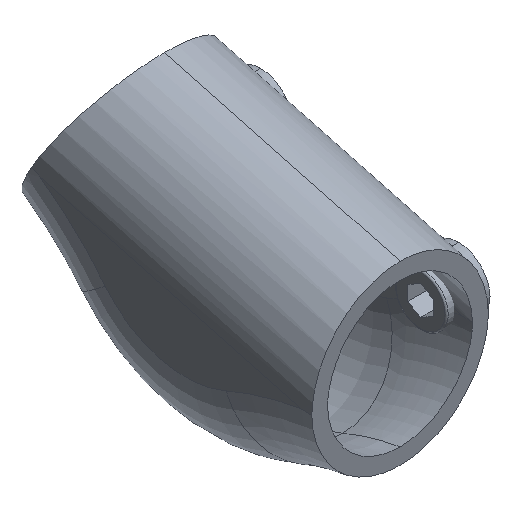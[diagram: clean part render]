
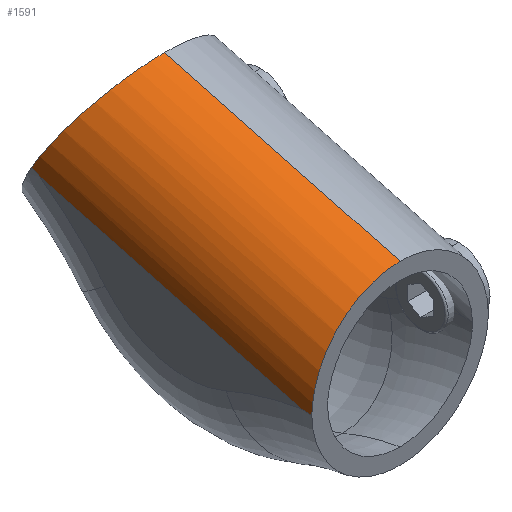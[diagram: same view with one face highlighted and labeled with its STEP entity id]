
A CAD part, isometric view. The second image highlights one B-rep face of the part: STEP entity #1591.
In plain terms, the highlighted cylindrical face has radius 28 mm (diameter 56 mm), a partial arc.
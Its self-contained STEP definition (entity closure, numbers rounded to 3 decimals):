
#79 = ORIENTED_EDGE ( 'NONE', *, *, #1829, .F. ) ;
#145 = CARTESIAN_POINT ( 'NONE',  ( 28., 0., 0. ) ) ;
#152 = ORIENTED_EDGE ( 'NONE', *, *, #1891, .F. ) ;
#166 = CARTESIAN_POINT ( 'NONE',  ( 0.005, 88.857, -4.632 ) ) ;
#202 = CARTESIAN_POINT ( 'NONE',  ( 11.896, 0., 0. ) ) ;
#241 = CARTESIAN_POINT ( 'NONE',  ( 0.007, 0., -28.32 ) ) ;
#250 = CARTESIAN_POINT ( 'NONE',  ( 0.378, 0., -11.653 ) ) ;
#346 = CARTESIAN_POINT ( 'NONE',  ( 28., 0., 0. ) ) ;
#362 = CARTESIAN_POINT ( 'NONE',  ( 0., 3.177, -28.136 ) ) ;
#384 = CYLINDRICAL_SURFACE ( 'NONE', #2227, 28. ) ;
#485 = VERTEX_POINT ( 'NONE', #675 ) ;
#511 = ORIENTED_EDGE ( 'NONE', *, *, #1204, .T. ) ;
#534 = VECTOR ( 'NONE', #2279, 1000. ) ;
#675 = CARTESIAN_POINT ( 'NONE',  ( 28., 74.636, 19.999 ) ) ;
#709 = CARTESIAN_POINT ( 'NONE',  ( 0., 86.99, -5.487 ) ) ;
#719 = CARTESIAN_POINT ( 'NONE',  ( 0.002, 87.922, -5.057 ) ) ;
#762 = ORIENTED_EDGE ( 'NONE', *, *, #782, .F. ) ;
#767 = EDGE_CURVE ( 'NONE', #1534, #1363, #1137, .T. ) ;
#782 = EDGE_CURVE ( 'NONE', #789, #1534, #2131, .T. ) ;
#789 = VERTEX_POINT ( 'NONE', #1317 ) ;
#835 = CARTESIAN_POINT ( 'NONE',  ( 0., 86.062, -5.927 ) ) ;
#956 = VERTEX_POINT ( 'NONE', #2133 ) ;
#1043 =( BOUNDED_CURVE ( )  B_SPLINE_CURVE ( 3, ( #1714, #1736, #1897, #1927 ),
 .UNSPECIFIED., .F., .T. ) 
 B_SPLINE_CURVE_WITH_KNOTS ( ( 4, 4 ),
 ( 1.59, 3.142 ),
 .UNSPECIFIED. ) 
 CURVE ( )  GEOMETRIC_REPRESENTATION_ITEM ( )  RATIONAL_B_SPLINE_CURVE ( ( 1., 0.809, 0.809, 1. ) ) 
 REPRESENTATION_ITEM ( '' )  );
#1047 =( BOUNDED_CURVE ( )  B_SPLINE_CURVE ( 3, ( #346, #202, #250, #241 ),
 .UNSPECIFIED., .F., .T. ) 
 B_SPLINE_CURVE_WITH_KNOTS ( ( 4, 4 ),
 ( 0., 1.548 ),
 .UNSPECIFIED. ) 
 CURVE ( )  GEOMETRIC_REPRESENTATION_ITEM ( )  RATIONAL_B_SPLINE_CURVE ( ( 1., 0.81, 0.81, 1. ) ) 
 REPRESENTATION_ITEM ( '' )  );
#1137 = B_SPLINE_CURVE_WITH_KNOTS ( 'NONE', 3,
 ( #835, #709, #719, #1301 ),
 .UNSPECIFIED., .F., .F.,
 ( 4, 4 ),
 ( 0., 0.003 ),
 .UNSPECIFIED. ) ;
#1204 = EDGE_CURVE ( 'NONE', #789, #956, #1906, .T. ) ;
#1267 = VERTEX_POINT ( 'NONE', #145 ) ;
#1301 = CARTESIAN_POINT ( 'NONE',  ( 0.005, 88.857, -4.632 ) ) ;
#1313 = CARTESIAN_POINT ( 'NONE',  ( 0., 81.883, -7.047 ) ) ;
#1317 = CARTESIAN_POINT ( 'NONE',  ( 0., 3.177, -28.136 ) ) ;
#1322 = DIRECTION ( 'NONE',  ( 0., 0.966, 0.259 ) ) ;
#1363 = VERTEX_POINT ( 'NONE', #166 ) ;
#1406 = DIRECTION ( 'NONE',  ( 0., 0.966, 0.259 ) ) ;
#1413 = EDGE_CURVE ( 'NONE', #1267, #956, #1047, .T. ) ;
#1502 = EDGE_LOOP ( 'NONE', ( #511, #1974, #152, #79, #2047, #762 ) ) ;
#1534 = VERTEX_POINT ( 'NONE', #2416 ) ;
#1591 = ADVANCED_FACE ( 'NONE', ( #2077 ), #384, .T. ) ;
#1655 = LINE ( 'NONE', #2278, #534 ) ;
#1714 = CARTESIAN_POINT ( 'NONE',  ( 0.005, 88.857, -4.632 ) ) ;
#1736 = CARTESIAN_POINT ( 'NONE',  ( 0.31, 80.494, 9.852 ) ) ;
#1829 = EDGE_CURVE ( 'NONE', #1363, #485, #1043, .T. ) ;
#1891 = EDGE_CURVE ( 'NONE', #485, #1267, #1655, .T. ) ;
#1897 = CARTESIAN_POINT ( 'NONE',  ( 11.842, 74.636, 19.999 ) ) ;
#1906 = B_SPLINE_CURVE_WITH_KNOTS ( 'NONE', 3,
 ( #362, #2179, #2159, #2140 ),
 .UNSPECIFIED., .F., .F.,
 ( 4, 4 ),
 ( 0., 0.003 ),
 .UNSPECIFIED. ) ;
#1927 = CARTESIAN_POINT ( 'NONE',  ( 28., 74.636, 19.999 ) ) ;
#1974 = ORIENTED_EDGE ( 'NONE', *, *, #1413, .F. ) ;
#2030 = CARTESIAN_POINT ( 'NONE',  ( 28., 81.883, -7.047 ) ) ;
#2047 = ORIENTED_EDGE ( 'NONE', *, *, #767, .F. ) ;
#2065 = VECTOR ( 'NONE', #1322, 1000. ) ;
#2077 = FACE_OUTER_BOUND ( 'NONE', #1502, .T. ) ;
#2131 = LINE ( 'NONE', #1313, #2065 ) ;
#2133 = CARTESIAN_POINT ( 'NONE',  ( 0.007, 0., -28.32 ) ) ;
#2140 = CARTESIAN_POINT ( 'NONE',  ( 0.007, 0., -28.32 ) ) ;
#2156 = DIRECTION ( 'NONE',  ( 0., -0.259, 0.966 ) ) ;
#2159 = CARTESIAN_POINT ( 'NONE',  ( 0.003, 1.058, -28.251 ) ) ;
#2179 = CARTESIAN_POINT ( 'NONE',  ( 0., 2.117, -28.189 ) ) ;
#2227 = AXIS2_PLACEMENT_3D ( 'NONE', #2030, #1406, #2156 ) ;
#2278 = CARTESIAN_POINT ( 'NONE',  ( 28., 0., 0. ) ) ;
#2279 = DIRECTION ( 'NONE',  ( 0., -0.966, -0.259 ) ) ;
#2416 = CARTESIAN_POINT ( 'NONE',  ( 0., 86.062, -5.927 ) ) ;
